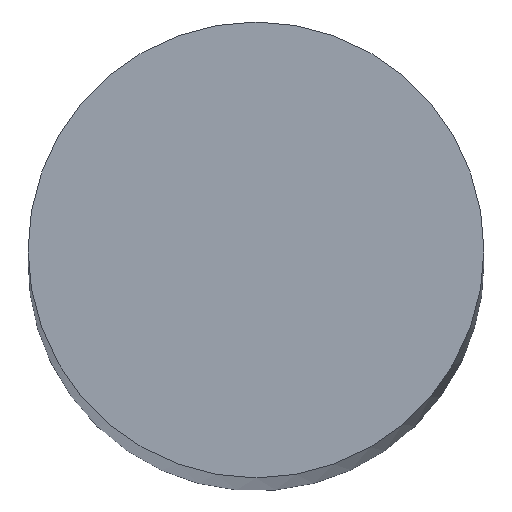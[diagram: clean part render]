
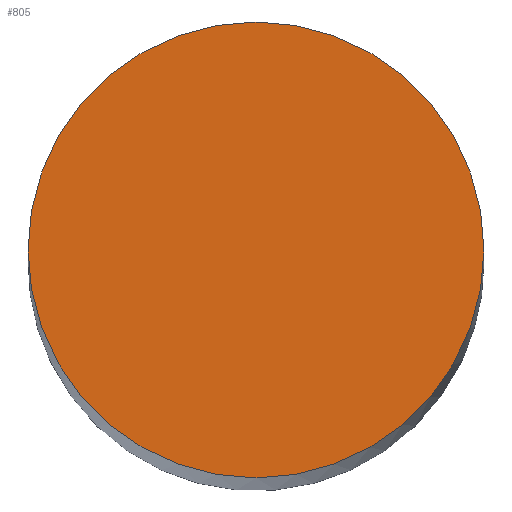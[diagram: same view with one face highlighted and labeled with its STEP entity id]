
A CAD part, top view. The second image highlights one B-rep face of the part: STEP entity #805.
In plain terms, the highlighted planar face has unit normal (0, 0, 1).
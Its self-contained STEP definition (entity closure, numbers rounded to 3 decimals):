
#608=PLANE('',#3206);
#685=FACE_OUTER_BOUND('',#1481,.T.);
#805=ADVANCED_FACE('',(#685),#608,.T.);
#1481=EDGE_LOOP('',(#1689));
#1689=ORIENTED_EDGE('',*,*,#2639,.T.);
#2394=VERTEX_POINT('',#4289);
#2639=EDGE_CURVE('',#2394,#2394,#2999,.T.);
#2999=CIRCLE('',#3192,50.);
#3192=AXIS2_PLACEMENT_3D('',#4288,#3501,#3502);
#3206=AXIS2_PLACEMENT_3D('',#4319,#3531,#3532);
#3501=DIRECTION('',(0.,0.,1.));
#3502=DIRECTION('',(1.,0.,0.));
#3531=DIRECTION('',(0.,0.,1.));
#3532=DIRECTION('',(1.,0.,0.));
#4288=CARTESIAN_POINT('',(0.,0.,60.));
#4289=CARTESIAN_POINT('',(50.,0.,60.));
#4319=CARTESIAN_POINT('',(0.,0.,60.));
